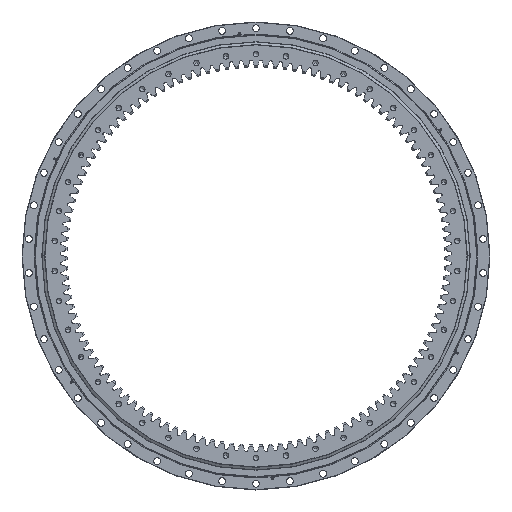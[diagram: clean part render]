
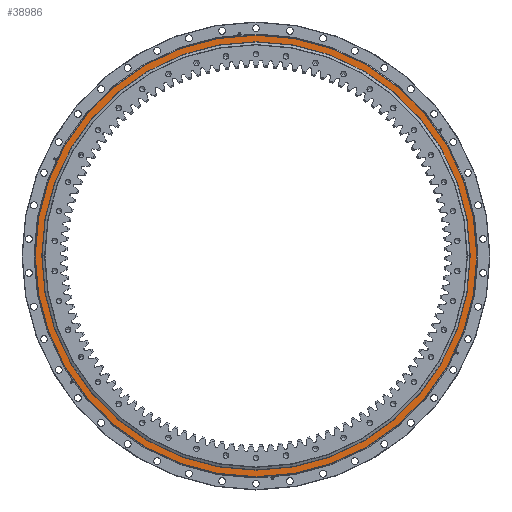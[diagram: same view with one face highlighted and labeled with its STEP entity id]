
A CAD part, top view. The second image highlights one B-rep face of the part: STEP entity #38986.
In plain terms, the highlighted face is planar.
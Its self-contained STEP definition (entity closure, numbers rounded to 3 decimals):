
#531 = VERTEX_POINT ( 'NONE', #13478 ) ;
#1325 = EDGE_CURVE ( 'NONE', #69732, #531, #56904, .T. ) ;
#2169 = EDGE_CURVE ( 'NONE', #68457, #2534, #50668, .T. ) ;
#2534 = VERTEX_POINT ( 'NONE', #28483 ) ;
#11039 = ORIENTED_EDGE ( 'NONE', *, *, #1325, .T. ) ;
#11164 = CARTESIAN_POINT ( 'NONE',  ( -707.5, 0., -26. ) ) ;
#12200 = DIRECTION ( 'NONE',  ( 1., 0., 0. ) ) ;
#12453 = DIRECTION ( 'NONE',  ( 0., 0., -1. ) ) ;
#13478 = CARTESIAN_POINT ( 'NONE',  ( 707.5, 0., -26. ) ) ;
#13617 = CARTESIAN_POINT ( 'NONE',  ( 0., 0., -26. ) ) ;
#15362 = EDGE_LOOP ( 'NONE', ( #55014, #11039 ) ) ;
#15776 = CIRCLE ( 'NONE', #43396, 680. ) ;
#17909 = PLANE ( 'NONE',  #49601 ) ;
#18157 = CARTESIAN_POINT ( 'NONE',  ( -708.5, 0., -26. ) ) ;
#18177 = DIRECTION ( 'NONE',  ( 1., 0., 0. ) ) ;
#25965 = DIRECTION ( 'NONE',  ( 1., 0., 0. ) ) ;
#26028 = FACE_OUTER_BOUND ( 'NONE', #15362, .T. ) ;
#28483 = CARTESIAN_POINT ( 'NONE',  ( 680., 0., -26. ) ) ;
#28659 = DIRECTION ( 'NONE',  ( 0., 0., 1. ) ) ;
#29668 = DIRECTION ( 'NONE',  ( 0., 0., 1. ) ) ;
#35337 = CARTESIAN_POINT ( 'NONE',  ( 0., 0., -26. ) ) ;
#36425 = EDGE_CURVE ( 'NONE', #2534, #68457, #15776, .T. ) ;
#36721 = AXIS2_PLACEMENT_3D ( 'NONE', #48338, #59115, #25965 ) ;
#37444 = ORIENTED_EDGE ( 'NONE', *, *, #2169, .T. ) ;
#38986 = ADVANCED_FACE ( 'NONE', ( #61152, #26028 ), #17909, .F. ) ;
#42559 = DIRECTION ( 'NONE',  ( 1., 0., 0. ) ) ;
#43396 = AXIS2_PLACEMENT_3D ( 'NONE', #35337, #29668, #18177 ) ;
#43592 = AXIS2_PLACEMENT_3D ( 'NONE', #56840, #12453, #12200 ) ;
#47581 = AXIS2_PLACEMENT_3D ( 'NONE', #13617, #59452, #42559 ) ;
#48338 = CARTESIAN_POINT ( 'NONE',  ( 0., 0., -26. ) ) ;
#49083 = CARTESIAN_POINT ( 'NONE',  ( -680., 0., -26. ) ) ;
#49601 = AXIS2_PLACEMENT_3D ( 'NONE', #18157, #28659, #56854 ) ;
#50119 = CIRCLE ( 'NONE', #43592, 707.5 ) ;
#50668 = CIRCLE ( 'NONE', #47581, 680. ) ;
#55014 = ORIENTED_EDGE ( 'NONE', *, *, #69317, .T. ) ;
#56840 = CARTESIAN_POINT ( 'NONE',  ( 0., 0., -26. ) ) ;
#56854 = DIRECTION ( 'NONE',  ( 1., 0., 0. ) ) ;
#56904 = CIRCLE ( 'NONE', #36721, 707.5 ) ;
#59115 = DIRECTION ( 'NONE',  ( 0., 0., -1. ) ) ;
#59452 = DIRECTION ( 'NONE',  ( 0., 0., 1. ) ) ;
#61152 = FACE_BOUND ( 'NONE', #61475, .T. ) ;
#61475 = EDGE_LOOP ( 'NONE', ( #37444, #66487 ) ) ;
#66487 = ORIENTED_EDGE ( 'NONE', *, *, #36425, .T. ) ;
#68457 = VERTEX_POINT ( 'NONE', #49083 ) ;
#69317 = EDGE_CURVE ( 'NONE', #531, #69732, #50119, .T. ) ;
#69732 = VERTEX_POINT ( 'NONE', #11164 ) ;
